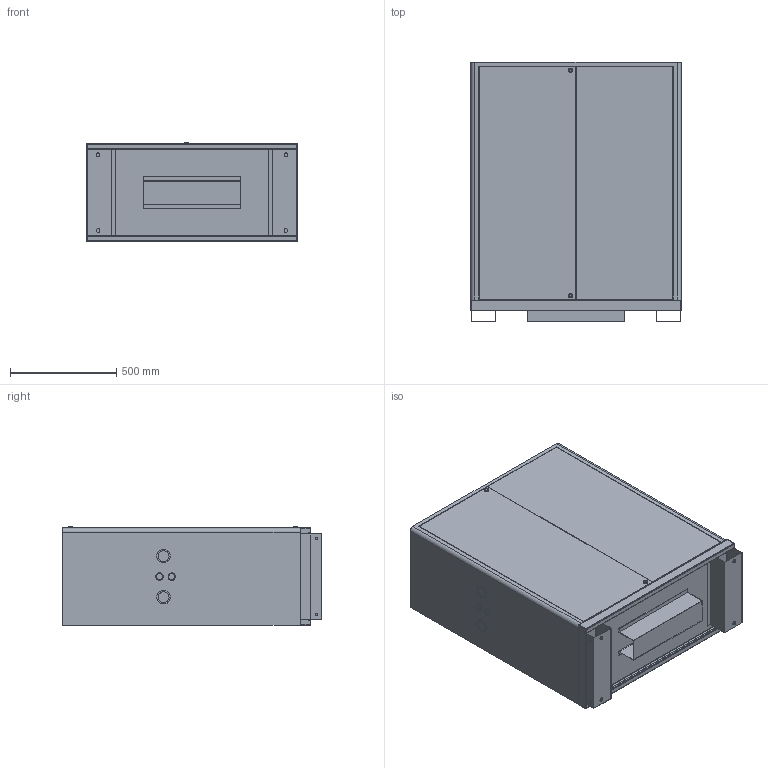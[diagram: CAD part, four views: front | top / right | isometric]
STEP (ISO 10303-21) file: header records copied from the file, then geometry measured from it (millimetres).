
FILE_DESCRIPTION (( 'STEP AP214' ), '1' );
FILE_NAME ('BattB.STEP', '2025-09-12T21:00:26', ( '' ), ( '' ), 'SwSTEP 2.0', 'SolidWorks 2016', '' );
FILE_SCHEMA (( 'AUTOMOTIVE_DESIGN' ));
Length unit declared in the file: inch
Products named in the file (4): BattB; WR Lock01; INV1B Item 1; BatteryB Item 1
Assembly tree (4 placements, depth 2):
  BattB
    INV1B Item 1
    BatteryB Item 1
    WR Lock01  x2
Bounding box: 990.6 x 1219.2 x 463.04 mm (x, y, z)
Volume: 508715868.1 mm3; surface area: 6428891 mm2
Topology: 7 solids, 7 shells, 260 faces, 566 edges, 356 vertices
Faces by surface type: plane 154, cylinder 102, cone 4
Entity records: 6907 total; most frequent: DIRECTION 1230, CARTESIAN_POINT 1123, ORIENTED_EDGE 1072, EDGE_CURVE 536, AXIS2_PLACEMENT_3D 443, VECTOR 344, LINE 344, VERTEX_POINT 336
